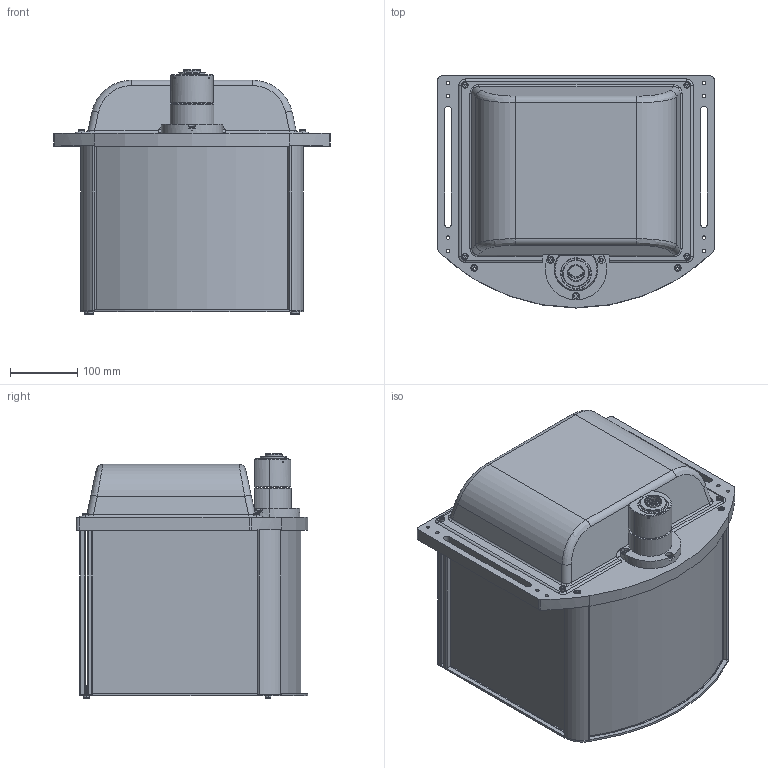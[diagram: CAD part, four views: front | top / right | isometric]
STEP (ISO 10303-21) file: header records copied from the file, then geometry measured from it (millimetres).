
FILE_DESCRIPTION (( 'STEP AP203' ), '1' );
FILE_NAME ('TCCP23192.step', '2019-01-29T08:59:37', ( '' ), ( '' ), 'SwSTEP 2.0', 'SolidWorks 2018', '' );
FILE_SCHEMA (( 'CONFIG_CONTROL_DESIGN' ));
Length unit declared in the file: millimetre
Products named in the file (1): TCCP23192
Bounding box: 410.34 x 344.11 x 363.12 mm (x, y, z)
Surface area: 821391.6 mm2 (no closed solid volume)
Topology: 0 solids, 65 shells, 441 faces, 1802 edges, 1410 vertices
Faces by surface type: cylinder 210, plane 183, torus 24, bspline 13, cone 11
Entity records: 20113 total; most frequent: CARTESIAN_POINT 4865, DIRECTION 3393, ORIENTED_EDGE 2527, EDGE_CURVE 1802, VERTEX_POINT 1410, AXIS2_PLACEMENT_3D 1222, LINE 949, VECTOR 949
